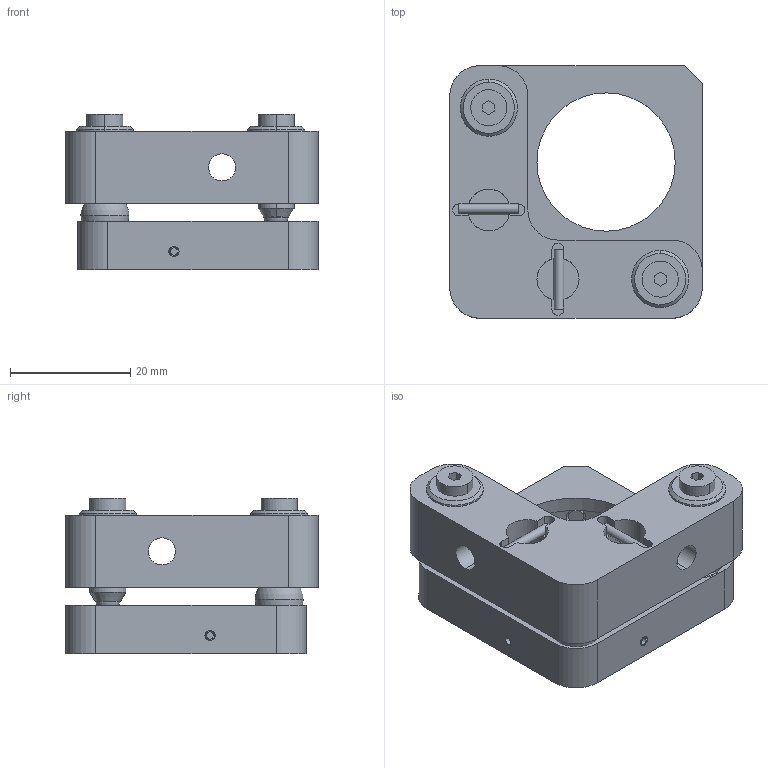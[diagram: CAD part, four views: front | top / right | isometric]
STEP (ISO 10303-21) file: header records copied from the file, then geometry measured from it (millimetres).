
FILE_DESCRIPTION (( 'STEP AP214' ), '1' );
FILE_NAME ('04CPM-1(M)-H.STEP', '2022-07-25T04:31:05', ( '' ), ( '' ), 'SwSTEP 2.0', 'SolidWorks 2021', '' );
FILE_SCHEMA (( 'AUTOMOTIVE_DESIGN' ));
Length unit declared in the file: millimetre
Products named in the file (1): 04CPM-1(M)-H
Bounding box: 42 x 42 x 25.8 mm (x, y, z)
Volume: 17351.5 mm3; surface area: 12642.2 mm2
Topology: 17 solids, 17 shells, 228 faces, 540 edges, 352 vertices
Faces by surface type: plane 102, cylinder 92, cone 25, sphere 9
Entity records: 9356 total; most frequent: CARTESIAN_POINT 1276, DIRECTION 1180, ORIENTED_EDGE 1038, EDGE_CURVE 519, AXIS2_PLACEMENT_3D 446, VERTEX_POINT 342, VECTOR 288, LINE 288
